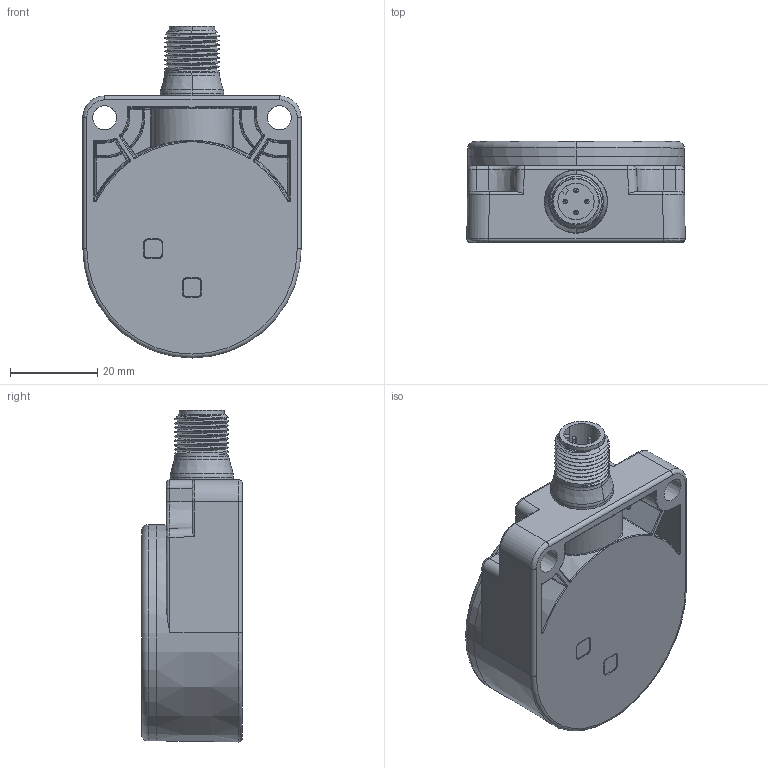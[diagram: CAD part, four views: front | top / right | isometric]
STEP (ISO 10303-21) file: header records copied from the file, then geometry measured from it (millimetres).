
FILE_DESCRIPTION((''),'2;1');
FILE_NAME('147954_SW','2009-07-31T',('banengservice'),('BANNER ENGINEERING'),'PRO/ENGINEER BY PARAMETRIC TECHNOLOGY CORPORATION, 2006170','PRO/ENGINEER BY PARAMETRIC TECHNOLOGY CORPORATION, 2006170','');
FILE_SCHEMA(('CONFIG_CONTROL_DESIGN'));
Length unit declared in the file: inch
Products named in the file (1): 147954_SW
Bounding box: 49.97 x 23.1 x 75.99 mm (x, y, z)
Volume: 54329.6 mm3; surface area: 13016.7 mm2
Topology: 1 solids, 2 shells, 621 faces, 1581 edges, 989 vertices
Faces by surface type: cylinder 269, plane 197, bspline 66, torus 35, sphere 26, cone 26, extrusion 2
Entity records: 27027 total; most frequent: CARTESIAN_POINT 12061, ORIENTED_EDGE 3162, DIRECTION 3148, EDGE_CURVE 1581, AXIS2_PLACEMENT_3D 1183, VERTEX_POINT 989, VECTOR 782, LINE 780
